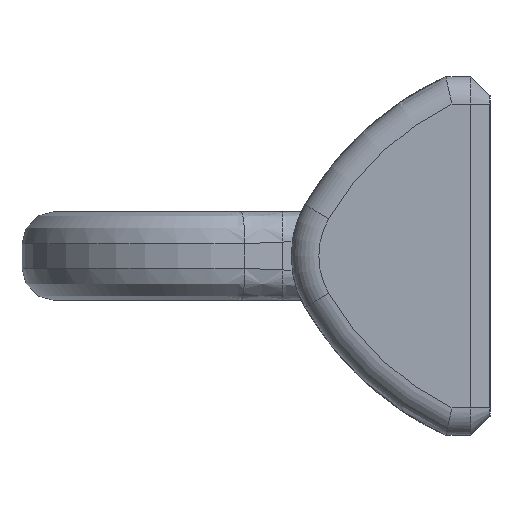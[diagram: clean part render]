
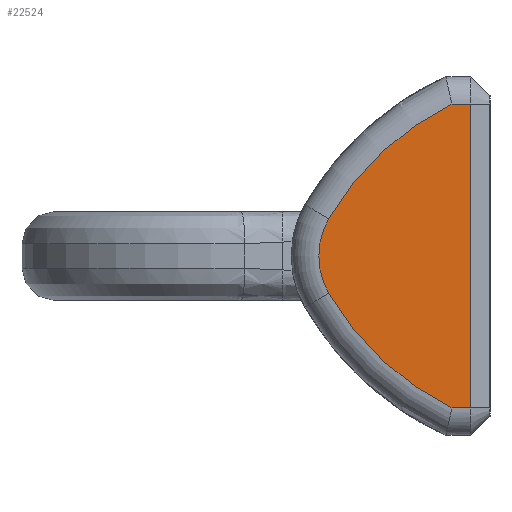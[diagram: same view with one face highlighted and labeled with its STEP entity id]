
A CAD part, left-side view. The second image highlights one B-rep face of the part: STEP entity #22524.
In plain terms, the highlighted face is planar.
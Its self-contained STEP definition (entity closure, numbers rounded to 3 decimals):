
#16628=CARTESIAN_POINT('',(0.,35.,65.));
#16629=DIRECTION('',(0.,0.,1.));
#16630=DIRECTION('',(0.501,0.866,0.));
#16631=AXIS2_PLACEMENT_3D('',#16628,#16629,#16630);
#16638=DIRECTION('',(-1.,0.,0.));
#16639=VECTOR('',#16638,110.);
#16640=CARTESIAN_POINT('',(55.,7.,65.));
#16641=LINE('',#16640,#16639);
#16642=DIRECTION('',(0.,-1.,0.));
#16643=VECTOR('',#16642,6.757);
#16644=CARTESIAN_POINT('',(-55.,13.757,65.));
#16645=LINE('',#16644,#16643);
#16646=CARTESIAN_POINT('',(38.566,-31.646,65.));
#16647=DIRECTION('',(0.,0.,1.));
#16648=DIRECTION('',(-0.501,0.866,0.));
#16649=AXIS2_PLACEMENT_3D('',#16646,#16647,#16648);
#16651=CARTESIAN_POINT('',(-38.566,-31.646,65.));
#16652=DIRECTION('',(0.,0.,-1.));
#16653=DIRECTION('',(0.501,0.866,0.));
#16654=AXIS2_PLACEMENT_3D('',#16651,#16652,#16653);
#16656=DIRECTION('',(0.,-1.,
0.));
#16657=VECTOR('',#16656,6.757);
#16658=CARTESIAN_POINT('',(55.,13.757,65.));
#16659=LINE('',#16658,#16657);
#18818=CARTESIAN_POINT('',(-13.523,58.369,65.));
#18819=CARTESIAN_POINT('',(-55.,13.757,65.));
#18820=VERTEX_POINT('',#18818);
#18821=VERTEX_POINT('',#18819);
#18828=CARTESIAN_POINT('',(13.523,58.369,65.));
#18829=CARTESIAN_POINT('',(55.,13.757,65.));
#18830=VERTEX_POINT('',#18828);
#18831=VERTEX_POINT('',#18829);
#18864=CARTESIAN_POINT('',(-55.,7.,65.));
#18865=VERTEX_POINT('',#18864);
#18868=CARTESIAN_POINT('',(55.,7.,65.));
#18869=VERTEX_POINT('',#18868);
#22507=CARTESIAN_POINT('',(0.,0.,65.));
#22508=DIRECTION('',(0.,0.,1.));
#22509=DIRECTION('',(1.,0.,0.));
#22510=AXIS2_PLACEMENT_3D('',#22507,#22508,#22509);
#22511=PLANE('',#22510);
#22513=ORIENTED_EDGE('',*,*,#22512,.T.);
#22515=ORIENTED_EDGE('',*,*,#22514,.F.);
#22516=ORIENTED_EDGE('',*,*,#22486,.F.);
#22517=ORIENTED_EDGE('',*,*,#22498,.F.);
#22519=ORIENTED_EDGE('',*,*,#22518,.T.);
#22521=ORIENTED_EDGE('',*,*,#22520,.T.);
#22522=EDGE_LOOP('',(#22513,#22515,#22516,#22517,#22519,#22521));
#22523=FACE_OUTER_BOUND('',#22522,.F.);
#22524=ADVANCED_FACE('',(#22523),#22511,.T.);
#16632=CIRCLE('',#16631,27.);
#16650=CIRCLE('',#16649,104.);
#16655=CIRCLE('',#16654,104.);
#22486=EDGE_CURVE('',#18820,#18821,#16650,.T.);
#22498=EDGE_CURVE('',#18830,#18820,#16632,.T.);
#22512=EDGE_CURVE('',#18869,#18865,#16641,.T.);
#22514=EDGE_CURVE('',#18821,#18865,#16645,.T.);
#22518=EDGE_CURVE('',#18830,#18831,#16655,.T.);
#22520=EDGE_CURVE('',#18831,#18869,#16659,.T.);
